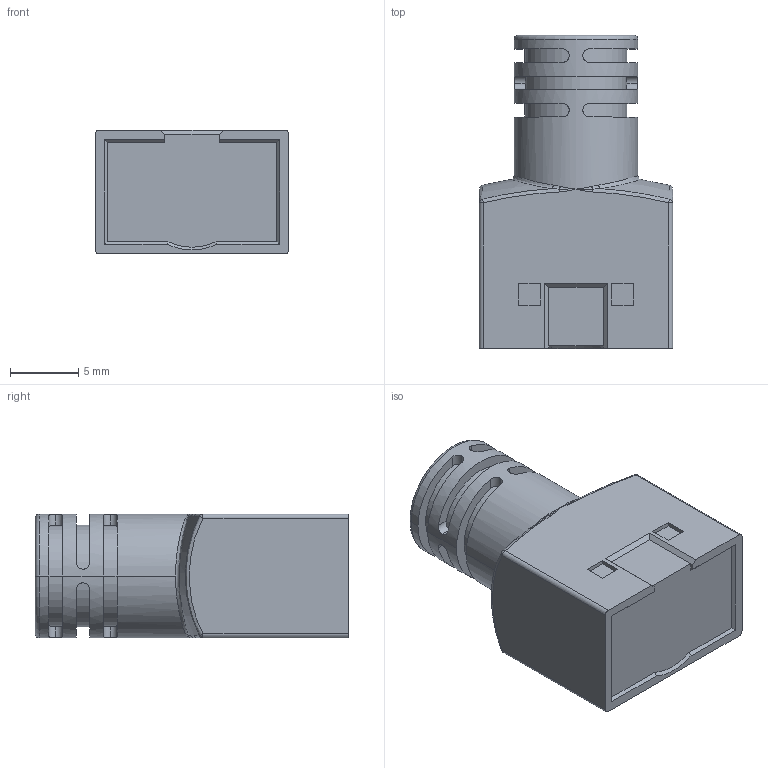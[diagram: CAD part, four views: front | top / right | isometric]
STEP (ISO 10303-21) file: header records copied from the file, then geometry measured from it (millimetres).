
FILE_DESCRIPTION (( 'STEP AP203' ), '1' );
FILE_NAME ('Customer-BB(090)P692.STEP', '2020-05-26T09:25:14', ( '' ), ( '' ), 'SwSTEP 2.0', 'SolidWorks 2018', '' );
FILE_SCHEMA (( 'CONFIG_CONTROL_DESIGN' ));
Length unit declared in the file: millimetre
Products named in the file (1): Customer-BB(090)P692
Bounding box: 14.2 x 23 x 9.1 mm (x, y, z)
Volume: 2162 mm3; surface area: 1217.2 mm2
Topology: 1 solids, 1 shells, 121 faces, 314 edges, 194 vertices
Faces by surface type: plane 52, cylinder 40, bspline 16, torus 8, sphere 4, cone 1
Entity records: 4353 total; most frequent: CARTESIAN_POINT 1518, ORIENTED_EDGE 612, DIRECTION 522, EDGE_CURVE 306, VERTEX_POINT 194, AXIS2_PLACEMENT_3D 190, LINE 142, VECTOR 142
